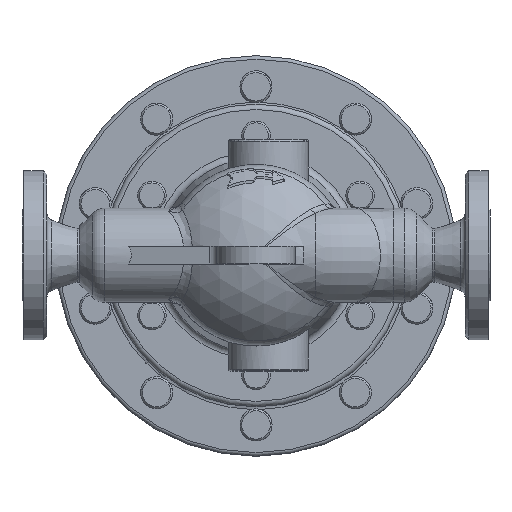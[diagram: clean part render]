
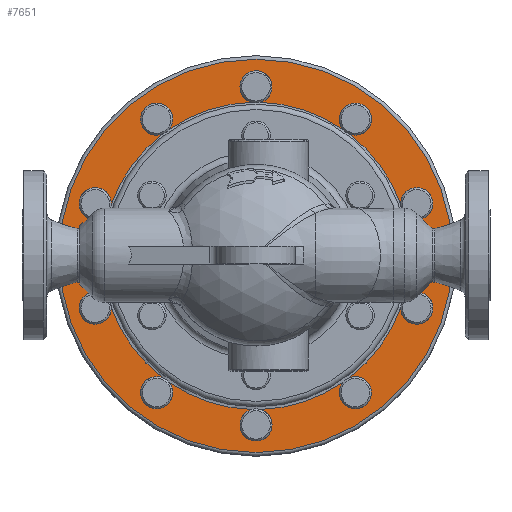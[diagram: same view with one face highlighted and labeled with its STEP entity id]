
A CAD part, top view. The second image highlights one B-rep face of the part: STEP entity #7651.
In plain terms, the highlighted planar face has unit normal (0, 0, 1).
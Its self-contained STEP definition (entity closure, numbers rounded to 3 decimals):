
#4018=CARTESIAN_POINT('',(-48.88,-71.15,-131.5));
#4019=VERTEX_POINT('',#4018);
#4020=CARTESIAN_POINT('',(-52.562,-68.475,-131.5));
#4021=VERTEX_POINT('',#4020);
#4022=CARTESIAN_POINT('',(-55.84,-76.857,-131.5));
#4023=DIRECTION('',(0.0,0.0,-1.0));
#4024=DIRECTION('',(-0.809,0.588,0.0));
#4025=AXIS2_PLACEMENT_3D('',#4022,#4023,#4024);
#4026=CIRCLE('',#4025,9.);
#4027=EDGE_CURVE('',#4019,#4021,#4026,.T.);
#4145=CARTESIAN_POINT('',(-81.366,-28.83,-131.5));
#4146=VERTEX_POINT('',#4145);
#4147=CARTESIAN_POINT('',(-82.772,-24.502,-131.5));
#4148=VERTEX_POINT('',#4147);
#4149=CARTESIAN_POINT('',(-90.35,-29.357,-131.5));
#4150=DIRECTION('',(0.0,0.0,-1.0));
#4151=DIRECTION('',(-0.309,0.951,0.0));
#4152=AXIS2_PLACEMENT_3D('',#4149,#4150,#4151);
#4153=CIRCLE('',#4152,9.);
#4154=EDGE_CURVE('',#4146,#4148,#4153,.T.);
#4272=CARTESIAN_POINT('',(-82.772,24.502,-131.5));
#4273=VERTEX_POINT('',#4272);
#4274=CARTESIAN_POINT('',(-81.366,28.83,-131.5));
#4275=VERTEX_POINT('',#4274);
#4276=CARTESIAN_POINT('',(-90.35,29.357,-131.5));
#4277=DIRECTION('',(0.0,0.0,-1.0));
#4278=DIRECTION('',(0.309,0.951,0.0));
#4279=AXIS2_PLACEMENT_3D('',#4276,#4277,#4278);
#4280=CIRCLE('',#4279,9.);
#4281=EDGE_CURVE('',#4273,#4275,#4280,.T.);
#4401=CARTESIAN_POINT('',(-52.562,68.475,-131.5));
#4402=VERTEX_POINT('',#4401);
#4403=CARTESIAN_POINT('',(-48.88,71.15,-131.5));
#4404=VERTEX_POINT('',#4403);
#4405=CARTESIAN_POINT('',(-55.84,76.857,-131.5));
#4406=DIRECTION('',(0.0,0.0,-1.0));
#4407=DIRECTION('',(0.809,0.588,0.0));
#4408=AXIS2_PLACEMENT_3D('',#4405,#4406,#4407);
#4409=CIRCLE('',#4408,9.);
#4410=EDGE_CURVE('',#4402,#4404,#4409,.T.);
#4528=CARTESIAN_POINT('',(-2.276,86.292,-131.5));
#4529=VERTEX_POINT('',#4528);
#4530=CARTESIAN_POINT('',(2.276,86.292,-131.5));
#4531=VERTEX_POINT('',#4530);
#4532=CARTESIAN_POINT('',(0.,95.0,-131.5));
#4533=DIRECTION('',(0.0,0.0,-1.0));
#4534=DIRECTION('',(1.0,0.0,0.0));
#4535=AXIS2_PLACEMENT_3D('',#4532,#4533,#4534);
#4536=CIRCLE('',#4535,9.);
#4537=EDGE_CURVE('',#4529,#4531,#4536,.T.);
#4657=CARTESIAN_POINT('',(48.88,71.15,-131.5));
#4658=VERTEX_POINT('',#4657);
#4659=CARTESIAN_POINT('',(52.562,68.475,-131.5));
#4660=VERTEX_POINT('',#4659);
#4661=CARTESIAN_POINT('',(55.84,76.857,-131.5));
#4662=DIRECTION('',(0.0,0.0,-1.0));
#4663=DIRECTION('',(0.809,-0.588,0.0));
#4664=AXIS2_PLACEMENT_3D('',#4661,#4662,#4663);
#4665=CIRCLE('',#4664,9.);
#4666=EDGE_CURVE('',#4658,#4660,#4665,.T.);
#4784=CARTESIAN_POINT('',(81.366,28.83,-131.5));
#4785=VERTEX_POINT('',#4784);
#4786=CARTESIAN_POINT('',(82.772,24.502,-131.5));
#4787=VERTEX_POINT('',#4786);
#4788=CARTESIAN_POINT('',(90.35,29.357,-131.5));
#4789=DIRECTION('',(0.0,0.0,-1.0));
#4790=DIRECTION('',(0.309,-0.951,0.0));
#4791=AXIS2_PLACEMENT_3D('',#4788,#4789,#4790);
#4792=CIRCLE('',#4791,9.);
#4793=EDGE_CURVE('',#4785,#4787,#4792,.T.);
#4911=CARTESIAN_POINT('',(82.772,-24.502,-131.5));
#4912=VERTEX_POINT('',#4911);
#4913=CARTESIAN_POINT('',(81.366,-28.83,-131.5));
#4914=VERTEX_POINT('',#4913);
#4915=CARTESIAN_POINT('',(90.35,-29.357,-131.5));
#4916=DIRECTION('',(0.0,0.0,-1.0));
#4917=DIRECTION('',(-0.309,-0.951,0.0));
#4918=AXIS2_PLACEMENT_3D('',#4915,#4916,#4917);
#4919=CIRCLE('',#4918,9.);
#4920=EDGE_CURVE('',#4912,#4914,#4919,.T.);
#5040=CARTESIAN_POINT('',(52.562,-68.475,-131.5));
#5041=VERTEX_POINT('',#5040);
#5042=CARTESIAN_POINT('',(48.88,-71.15,-131.5));
#5043=VERTEX_POINT('',#5042);
#5044=CARTESIAN_POINT('',(55.84,-76.857,-131.5));
#5045=DIRECTION('',(0.0,0.0,-1.0));
#5046=DIRECTION('',(-0.809,-0.588,0.0));
#5047=AXIS2_PLACEMENT_3D('',#5044,#5045,#5046);
#5048=CIRCLE('',#5047,9.);
#5049=EDGE_CURVE('',#5041,#5043,#5048,.T.);
#7173=CARTESIAN_POINT('',(-2.276,-86.292,-131.5));
#7174=VERTEX_POINT('',#7173);
#7175=CARTESIAN_POINT('',(0.0,0.0,-131.5));
#7176=DIRECTION('',(0.0,0.0,1.0));
#7177=DIRECTION('',(-1.0,0.0,0.0));
#7178=AXIS2_PLACEMENT_3D('',#7175,#7176,#7177);
#7179=CIRCLE('',#7178,86.322);
#7180=EDGE_CURVE('',#4019,#7174,#7179,.T.);
#7182=CARTESIAN_POINT('',(2.276,-86.292,-131.5));
#7183=VERTEX_POINT('',#7182);
#7195=CARTESIAN_POINT('',(0.0,0.0,-131.5));
#7196=DIRECTION('',(0.0,0.0,1.0));
#7197=DIRECTION('',(-1.0,0.0,0.0));
#7198=AXIS2_PLACEMENT_3D('',#7195,#7196,#7197);
#7199=CIRCLE('',#7198,86.322);
#7200=EDGE_CURVE('',#7183,#5043,#7199,.T.);
#7203=CARTESIAN_POINT('',(0.0,0.0,-131.5));
#7204=DIRECTION('',(0.0,0.0,1.0));
#7205=DIRECTION('',(-1.0,0.0,0.0));
#7206=AXIS2_PLACEMENT_3D('',#7203,#7204,#7205);
#7207=CIRCLE('',#7206,86.322);
#7208=EDGE_CURVE('',#5041,#4914,#7207,.T.);
#7211=CARTESIAN_POINT('',(0.0,0.0,-131.5));
#7212=DIRECTION('',(0.0,0.0,1.0));
#7213=DIRECTION('',(-1.0,0.0,0.0));
#7214=AXIS2_PLACEMENT_3D('',#7211,#7212,#7213);
#7215=CIRCLE('',#7214,86.322);
#7216=EDGE_CURVE('',#4912,#4787,#7215,.T.);
#7219=CARTESIAN_POINT('',(0.0,0.0,-131.5));
#7220=DIRECTION('',(0.0,0.0,1.0));
#7221=DIRECTION('',(-1.0,0.0,0.0));
#7222=AXIS2_PLACEMENT_3D('',#7219,#7220,#7221);
#7223=CIRCLE('',#7222,86.322);
#7224=EDGE_CURVE('',#4785,#4660,#7223,.T.);
#7227=CARTESIAN_POINT('',(0.0,0.0,-131.5));
#7228=DIRECTION('',(0.0,0.0,1.0));
#7229=DIRECTION('',(-1.0,0.0,0.0));
#7230=AXIS2_PLACEMENT_3D('',#7227,#7228,#7229);
#7231=CIRCLE('',#7230,86.322);
#7232=EDGE_CURVE('',#4658,#4531,#7231,.T.);
#7235=CARTESIAN_POINT('',(0.0,0.0,-131.5));
#7236=DIRECTION('',(0.0,0.0,1.0));
#7237=DIRECTION('',(-1.0,0.0,0.0));
#7238=AXIS2_PLACEMENT_3D('',#7235,#7236,#7237);
#7239=CIRCLE('',#7238,86.322);
#7240=EDGE_CURVE('',#4529,#4404,#7239,.T.);
#7243=CARTESIAN_POINT('',(0.0,0.0,-131.5));
#7244=DIRECTION('',(0.0,0.0,1.0));
#7245=DIRECTION('',(-1.0,0.0,0.0));
#7246=AXIS2_PLACEMENT_3D('',#7243,#7244,#7245);
#7247=CIRCLE('',#7246,86.322);
#7248=EDGE_CURVE('',#4402,#4275,#7247,.T.);
#7251=CARTESIAN_POINT('',(0.0,0.0,-131.5));
#7252=DIRECTION('',(0.0,0.0,1.0));
#7253=DIRECTION('',(-1.0,0.0,0.0));
#7254=AXIS2_PLACEMENT_3D('',#7251,#7252,#7253);
#7255=CIRCLE('',#7254,86.322);
#7256=EDGE_CURVE('',#4273,#4148,#7255,.T.);
#7259=CARTESIAN_POINT('',(0.0,0.0,-131.5));
#7260=DIRECTION('',(0.0,0.0,1.0));
#7261=DIRECTION('',(-1.0,0.0,0.0));
#7262=AXIS2_PLACEMENT_3D('',#7259,#7260,#7261);
#7263=CIRCLE('',#7262,86.322);
#7264=EDGE_CURVE('',#4146,#4021,#7263,.T.);
#7360=CARTESIAN_POINT('',(0.0,-95.0,-131.5));
#7361=DIRECTION('',(0.0,0.0,-1.0));
#7362=DIRECTION('',(-1.0,0.0,0.0));
#7363=AXIS2_PLACEMENT_3D('',#7360,#7361,#7362);
#7364=CIRCLE('',#7363,9.);
#7365=EDGE_CURVE('',#7183,#7174,#7364,.T.);
#7613=CARTESIAN_POINT('',(0.0,0.0,-131.5));
#7614=DIRECTION('',(0.0,0.0,-1.0));
#7615=DIRECTION('',(-1.0,0.0,0.0));
#7616=AXIS2_PLACEMENT_3D('',#7613,#7614,#7615);
#7617=PLANE('',#7616);
#7618=CARTESIAN_POINT('',(110.5,0.,-131.5));
#7619=VERTEX_POINT('',#7618);
#7620=CARTESIAN_POINT('',(0.0,0.0,-131.5));
#7621=DIRECTION('',(0.0,0.0,-1.0));
#7622=DIRECTION('',(-1.0,0.0,0.0));
#7623=AXIS2_PLACEMENT_3D('',#7620,#7621,#7622);
#7624=CIRCLE('',#7623,110.5);
#7625=EDGE_CURVE('',#7619,#7619,#7624,.T.);
#7626=ORIENTED_EDGE('',*,*,#7625,.F.);
#7627=EDGE_LOOP('',(#7626));
#7628=FACE_OUTER_BOUND('',#7627,.T.);
#7629=ORIENTED_EDGE('',*,*,#4027,.T.);
#7630=ORIENTED_EDGE('',*,*,#7264,.F.);
#7631=ORIENTED_EDGE('',*,*,#4154,.T.);
#7632=ORIENTED_EDGE('',*,*,#7256,.F.);
#7633=ORIENTED_EDGE('',*,*,#4281,.T.);
#7634=ORIENTED_EDGE('',*,*,#7248,.F.);
#7635=ORIENTED_EDGE('',*,*,#4410,.T.);
#7636=ORIENTED_EDGE('',*,*,#7240,.F.);
#7637=ORIENTED_EDGE('',*,*,#4537,.T.);
#7638=ORIENTED_EDGE('',*,*,#7232,.F.);
#7639=ORIENTED_EDGE('',*,*,#4666,.T.);
#7640=ORIENTED_EDGE('',*,*,#7224,.F.);
#7641=ORIENTED_EDGE('',*,*,#4793,.T.);
#7642=ORIENTED_EDGE('',*,*,#7216,.F.);
#7643=ORIENTED_EDGE('',*,*,#4920,.T.);
#7644=ORIENTED_EDGE('',*,*,#7208,.F.);
#7645=ORIENTED_EDGE('',*,*,#5049,.T.);
#7646=ORIENTED_EDGE('',*,*,#7200,.F.);
#7647=ORIENTED_EDGE('',*,*,#7365,.T.);
#7648=ORIENTED_EDGE('',*,*,#7180,.F.);
#7649=EDGE_LOOP('',(#7629,#7630,#7631,#7632,#7633,#7634,#7635,#7636,#7637,#7638,#7639,#7640,#7641,#7642,#7643,#7644,#7645,#7646,#7647,#7648));
#7650=FACE_BOUND('',#7649,.T.);
#7651=ADVANCED_FACE('',(#7628,#7650),#7617,.F.);
